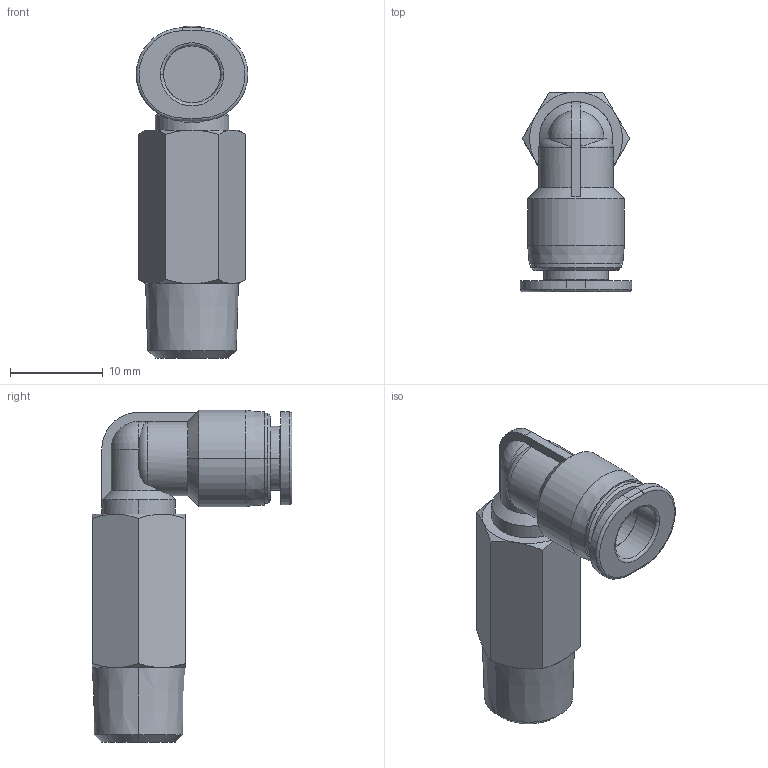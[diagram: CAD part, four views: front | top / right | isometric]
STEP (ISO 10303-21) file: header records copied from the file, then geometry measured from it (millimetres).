
FILE_DESCRIPTION((''),'2;1');
FILE_NAME('PLL0601C-mdt.stp','2017-07-24T14:49:36',(''),(''),'Mechanical Desktop 2009','Mechanical Desktop 2009',', , ');
FILE_SCHEMA(('CONFIG_CONTROL_DESIGN'));
Length unit declared in the file: millimetre
Products named in the file (7): PLL0601C-MDTA; PLL0601C-MDT; COLLAR-L06C; L01C; LM6C; LM5C; NLM5C
Assembly tree (7 placements, depth 2):
  PLL0601C-MDTA
    PLL0601C-MDT
    COLLAR-L06C  x2
    L01C
    LM6C
    LM5C
    NLM5C
Bounding box: 12 x 21.5 x 35.7 mm (x, y, z)
Volume: 3026.2 mm3; surface area: 1980 mm2
Topology: 1 solids, 1 shells, 84 faces, 190 edges, 115 vertices
Faces by surface type: plane 29, cone 23, cylinder 22, torus 6, bspline 2, sphere 2
Entity records: 2663 total; most frequent: CARTESIAN_POINT 660, DIRECTION 410, ORIENTED_EDGE 380, EDGE_CURVE 190, AXIS2_PLACEMENT_3D 174, VERTEX_POINT 115, EDGE_LOOP 91, CIRCLE 84
